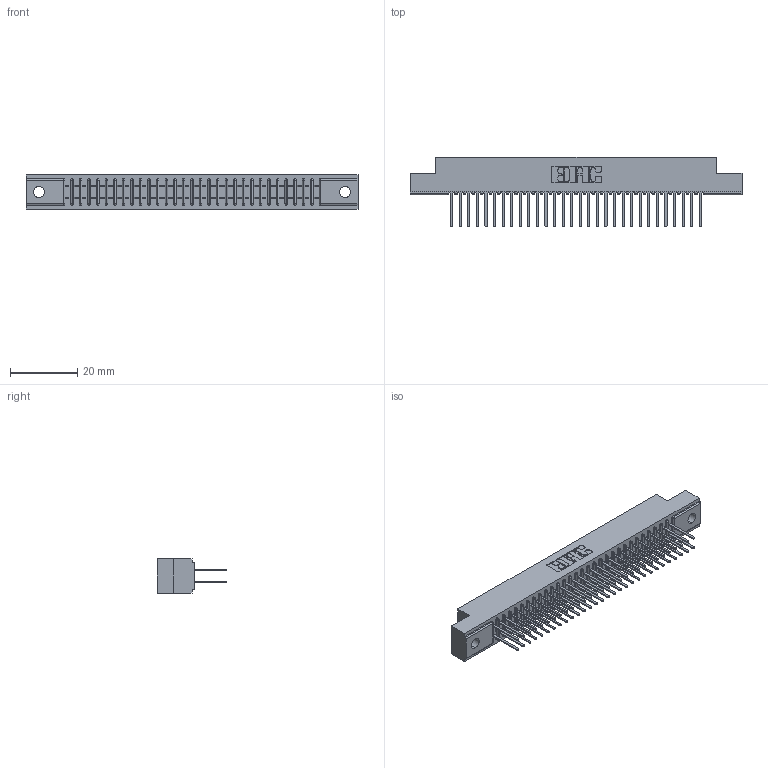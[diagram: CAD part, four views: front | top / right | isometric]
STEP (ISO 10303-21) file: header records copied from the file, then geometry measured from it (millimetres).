
FILE_DESCRIPTION (( 'STEP AP203' ), '1' );
FILE_NAME ('391-060-522-202.STEP', '2018-08-09T12:35:16', ( '' ), ( '' ), 'SwSTEP 2.0', 'SolidWorks 2016', '' );
FILE_SCHEMA (( 'CONFIG_CONTROL_DESIGN' ));
Length unit declared in the file: inch
Products named in the file (3): 341-292-001_341-292-122; 391-060-522-202; 341 Part_.128 (3.25) Dia Mounting Holes
Assembly tree (61 placements, depth 2):
  391-060-522-202
    341 Part_.128 (3.25) Dia Mounting Holes
    341-292-001_341-292-122  x60
Bounding box: 98.42 x 20.62 x 10.16 mm (x, y, z)
Volume: 7299.7 mm3; surface area: 12865.6 mm2
Topology: 61 solids, 61 shells, 4076 faces, 11806 edges, 7646 vertices
Faces by surface type: plane 2468, cylinder 1488, sphere 62, torus 58
Entity records: 37907 total; most frequent: CARTESIAN_POINT 6302, ORIENTED_EDGE 6260, DIRECTION 6124, EDGE_CURVE 3130, LINE 2516, VECTOR 2516, VERTEX_POINT 1982, AXIS2_PLACEMENT_3D 1804
